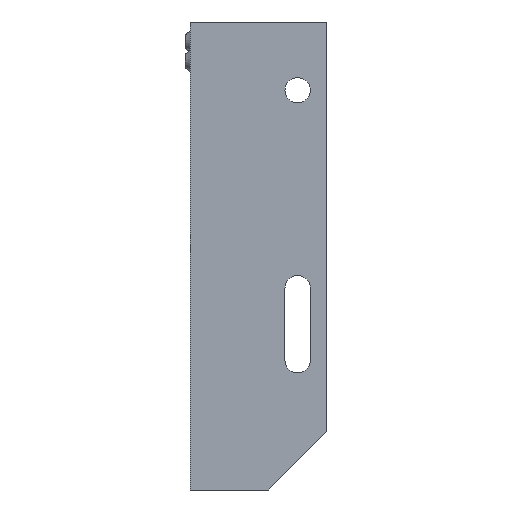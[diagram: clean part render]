
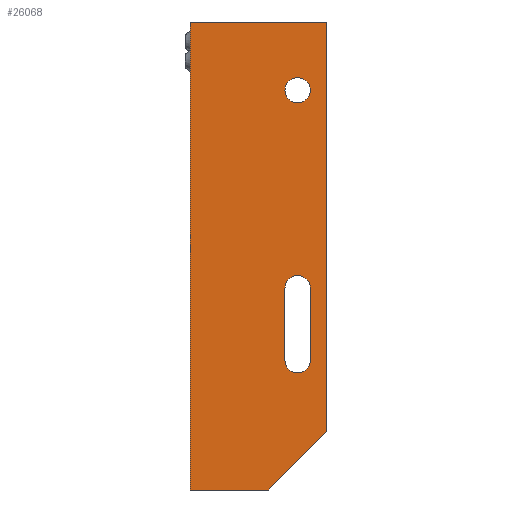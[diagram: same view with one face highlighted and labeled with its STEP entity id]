
A CAD part, left-side view. The second image highlights one B-rep face of the part: STEP entity #26068.
In plain terms, the highlighted planar face has unit normal (-1, 0, 0).
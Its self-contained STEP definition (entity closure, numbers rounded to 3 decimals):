
#112 = PLANE ( 'NONE',  #4579 ) ;
#177 = DIRECTION ( 'NONE',  ( 0., 0.707, -0.707 ) ) ;
#181 = CIRCLE ( 'NONE', #4093, 6.5 ) ;
#411 = CARTESIAN_POINT ( 'NONE',  ( -300., 70., 0. ) ) ;
#549 = AXIS2_PLACEMENT_3D ( 'NONE', #14138, #1909, #16183 ) ;
#680 = EDGE_CURVE ( 'NONE', #13717, #6873, #9000, .T. ) ;
#1008 = CARTESIAN_POINT ( 'NONE',  ( -300., 30., -240. ) ) ;
#1631 = CARTESIAN_POINT ( 'NONE',  ( -300., 0., 0. ) ) ;
#1872 = VERTEX_POINT ( 'NONE', #1631 ) ;
#1886 = EDGE_CURVE ( 'NONE', #17969, #21928, #24611, .T. ) ;
#1909 = DIRECTION ( 'NONE',  ( 1., 0., 0. ) ) ;
#2181 = DIRECTION ( 'NONE',  ( 0., 0., 1. ) ) ;
#2262 = CARTESIAN_POINT ( 'NONE',  ( -300., 15., -136.5 ) ) ;
#2649 = EDGE_LOOP ( 'NONE', ( #16946, #12162 ) ) ;
#2726 = DIRECTION ( 'NONE',  ( 0., 0., 1. ) ) ;
#2826 = VECTOR ( 'NONE', #24003, 1000. ) ;
#2904 = EDGE_LOOP ( 'NONE', ( #6675, #3200, #11326, #12578, #14151 ) ) ;
#2935 = EDGE_LOOP ( 'NONE', ( #19030, #14743, #13232, #21350, #10447 ) ) ;
#3200 = ORIENTED_EDGE ( 'NONE', *, *, #22042, .F. ) ;
#4093 = AXIS2_PLACEMENT_3D ( 'NONE', #24050, #11824, #26079 ) ;
#4335 = DIRECTION ( 'NONE',  ( 0., 0., -1. ) ) ;
#4579 = AXIS2_PLACEMENT_3D ( 'NONE', #16359, #14424, #2181 ) ;
#4609 = FACE_BOUND ( 'NONE', #2649, .T. ) ;
#4681 = CARTESIAN_POINT ( 'NONE',  ( -300., 21.5, -173.5 ) ) ;
#5304 = CARTESIAN_POINT ( 'NONE',  ( -300., 70., -240. ) ) ;
#5317 = AXIS2_PLACEMENT_3D ( 'NONE', #21654, #9414, #23720 ) ;
#5484 = EDGE_CURVE ( 'NONE', #13881, #11890, #181, .T. ) ;
#5522 = VERTEX_POINT ( 'NONE', #9756 ) ;
#5688 = CARTESIAN_POINT ( 'NONE',  ( -300., 21.5, -136.5 ) ) ;
#6201 = LINE ( 'NONE', #5304, #16403 ) ;
#6675 = ORIENTED_EDGE ( 'NONE', *, *, #9293, .F. ) ;
#6786 = VERTEX_POINT ( 'NONE', #5688 ) ;
#6873 = VERTEX_POINT ( 'NONE', #22385 ) ;
#7039 = VERTEX_POINT ( 'NONE', #4681 ) ;
#7704 = VECTOR ( 'NONE', #15628, 1000. ) ;
#8523 = CARTESIAN_POINT ( 'NONE',  ( -300., 15., -35. ) ) ;
#8819 = VERTEX_POINT ( 'NONE', #25003 ) ;
#9000 = LINE ( 'NONE', #17427, #7704 ) ;
#9148 = AXIS2_PLACEMENT_3D ( 'NONE', #8523, #22813, #10575 ) ;
#9293 = EDGE_CURVE ( 'NONE', #1872, #17969, #15430, .T. ) ;
#9353 = CARTESIAN_POINT ( 'NONE',  ( -300., 30., -240. ) ) ;
#9414 = DIRECTION ( 'NONE',  ( 1., 0., 0. ) ) ;
#9417 = FACE_BOUND ( 'NONE', #2935, .T. ) ;
#9594 = EDGE_CURVE ( 'NONE', #6873, #8819, #15120, .T. ) ;
#9756 = CARTESIAN_POINT ( 'NONE',  ( -300., 70., 0. ) ) ;
#9950 = LINE ( 'NONE', #411, #10584 ) ;
#10146 = CARTESIAN_POINT ( 'NONE',  ( -300., 15., -28.5 ) ) ;
#10409 = EDGE_CURVE ( 'NONE', #11890, #13881, #20202, .T. ) ;
#10447 = ORIENTED_EDGE ( 'NONE', *, *, #23881, .T. ) ;
#10575 = DIRECTION ( 'NONE',  ( 0., 0., -1. ) ) ;
#10584 = VECTOR ( 'NONE', #14716, 1000. ) ;
#10768 = DIRECTION ( 'NONE',  ( 0., 0., -1. ) ) ;
#11326 = ORIENTED_EDGE ( 'NONE', *, *, #20061, .F. ) ;
#11824 = DIRECTION ( 'NONE',  ( 1., 0., 0. ) ) ;
#11890 = VERTEX_POINT ( 'NONE', #21343 ) ;
#12162 = ORIENTED_EDGE ( 'NONE', *, *, #5484, .T. ) ;
#12578 = ORIENTED_EDGE ( 'NONE', *, *, #26286, .F. ) ;
#12898 = CARTESIAN_POINT ( 'NONE',  ( -300., 21.5, -173.5 ) ) ;
#12900 = CARTESIAN_POINT ( 'NONE',  ( -300., 0., -210. ) ) ;
#13081 = CARTESIAN_POINT ( 'NONE',  ( -300., 0., -210. ) ) ;
#13232 = ORIENTED_EDGE ( 'NONE', *, *, #20719, .T. ) ;
#13717 = VERTEX_POINT ( 'NONE', #15652 ) ;
#13881 = VERTEX_POINT ( 'NONE', #10146 ) ;
#14138 = CARTESIAN_POINT ( 'NONE',  ( -300., 15., -173.5 ) ) ;
#14151 = ORIENTED_EDGE ( 'NONE', *, *, #1886, .F. ) ;
#14424 = DIRECTION ( 'NONE',  ( 1., 0., 0. ) ) ;
#14716 = DIRECTION ( 'NONE',  ( 0., 0., 1. ) ) ;
#14743 = ORIENTED_EDGE ( 'NONE', *, *, #9594, .T. ) ;
#14812 = VECTOR ( 'NONE', #10768, 1000. ) ;
#15120 = CIRCLE ( 'NONE', #549, 6.5 ) ;
#15430 = LINE ( 'NONE', #12900, #14812 ) ;
#15628 = DIRECTION ( 'NONE',  ( 0., 0., -1. ) ) ;
#15652 = CARTESIAN_POINT ( 'NONE',  ( -300., 8.5, -136.5 ) ) ;
#16183 = DIRECTION ( 'NONE',  ( 0., 0., -1. ) ) ;
#16359 = CARTESIAN_POINT ( 'NONE',  ( -300., 0., 0. ) ) ;
#16403 = VECTOR ( 'NONE', #21645, 1000. ) ;
#16538 = DIRECTION ( 'NONE',  ( 1., 0., 0. ) ) ;
#16946 = ORIENTED_EDGE ( 'NONE', *, *, #10409, .T. ) ;
#17427 = CARTESIAN_POINT ( 'NONE',  ( -300., 8.5, -136.5 ) ) ;
#17439 = VERTEX_POINT ( 'NONE', #24804 ) ;
#17709 = AXIS2_PLACEMENT_3D ( 'NONE', #2262, #16538, #4335 ) ;
#17969 = VERTEX_POINT ( 'NONE', #13081 ) ;
#19030 = ORIENTED_EDGE ( 'NONE', *, *, #680, .T. ) ;
#19545 = EDGE_CURVE ( 'NONE', #7039, #6786, #24957, .T. ) ;
#19550 = VECTOR ( 'NONE', #2726, 1000. ) ;
#20061 = EDGE_CURVE ( 'NONE', #17439, #5522, #9950, .T. ) ;
#20202 = CIRCLE ( 'NONE', #9148, 6.5 ) ;
#20719 = EDGE_CURVE ( 'NONE', #8819, #7039, #23677, .T. ) ;
#21293 = CIRCLE ( 'NONE', #17709, 6.5 ) ;
#21343 = CARTESIAN_POINT ( 'NONE',  ( -300., 15., -41.5 ) ) ;
#21350 = ORIENTED_EDGE ( 'NONE', *, *, #19545, .T. ) ;
#21645 = DIRECTION ( 'NONE',  ( 0., 1., 0. ) ) ;
#21654 = CARTESIAN_POINT ( 'NONE',  ( -300., 15., -173.5 ) ) ;
#21928 = VERTEX_POINT ( 'NONE', #9353 ) ;
#21945 = CARTESIAN_POINT ( 'NONE',  ( -300., 0., 0. ) ) ;
#22042 = EDGE_CURVE ( 'NONE', #5522, #1872, #24553, .T. ) ;
#22385 = CARTESIAN_POINT ( 'NONE',  ( -300., 8.5, -173.5 ) ) ;
#22813 = DIRECTION ( 'NONE',  ( 1., 0., 0. ) ) ;
#23677 = CIRCLE ( 'NONE', #5317, 6.5 ) ;
#23720 = DIRECTION ( 'NONE',  ( 0., 0., -1. ) ) ;
#23881 = EDGE_CURVE ( 'NONE', #6786, #13717, #21293, .T. ) ;
#24003 = DIRECTION ( 'NONE',  ( 0., -1., 0. ) ) ;
#24050 = CARTESIAN_POINT ( 'NONE',  ( -300., 15., -35. ) ) ;
#24553 = LINE ( 'NONE', #21945, #2826 ) ;
#24611 = LINE ( 'NONE', #1008, #25221 ) ;
#24804 = CARTESIAN_POINT ( 'NONE',  ( -300., 70., -240. ) ) ;
#24957 = LINE ( 'NONE', #12898, #19550 ) ;
#25003 = CARTESIAN_POINT ( 'NONE',  ( -300., 15., -180. ) ) ;
#25221 = VECTOR ( 'NONE', #177, 1000. ) ;
#25687 = FACE_OUTER_BOUND ( 'NONE', #2904, .T. ) ;
#26068 = ADVANCED_FACE ( 'NONE', ( #9417, #4609, #25687 ), #112, .F. ) ;
#26079 = DIRECTION ( 'NONE',  ( 0., 0., -1. ) ) ;
#26286 = EDGE_CURVE ( 'NONE', #21928, #17439, #6201, .T. ) ;
